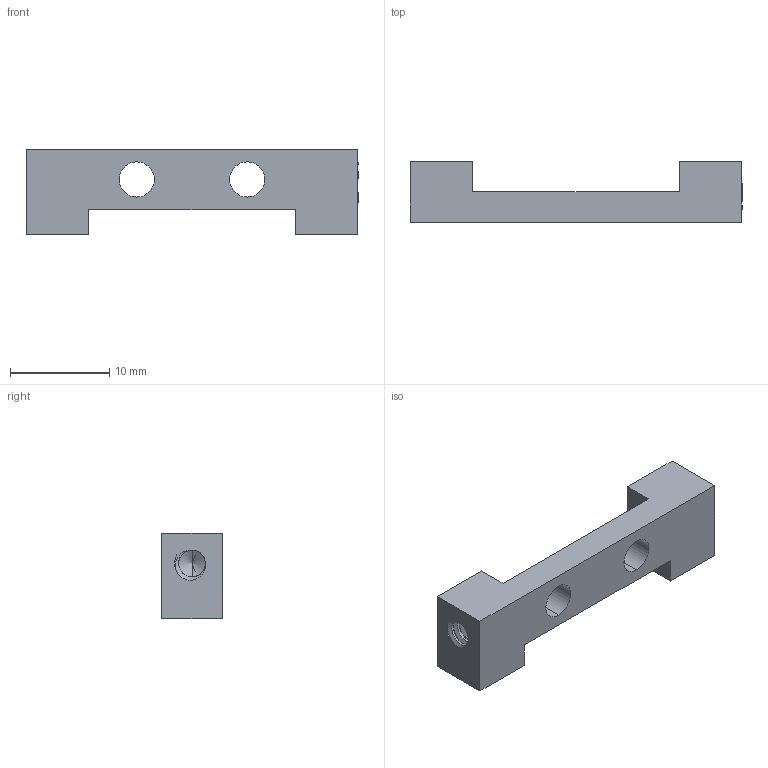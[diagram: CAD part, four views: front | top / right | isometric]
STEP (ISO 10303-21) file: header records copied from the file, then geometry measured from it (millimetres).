
FILE_DESCRIPTION (( 'STEP AP203' ), '1' );
FILE_NAME ('585596.STEP', '2016-08-23T15:10:19', ( '' ), ( '' ), 'SwSTEP 2.0', 'SolidWorks 2014', '' );
FILE_SCHEMA (( 'CONFIG_CONTROL_DESIGN' ));
Length unit declared in the file: inch
Products named in the file (1): 585596
Bounding box: 33.53 x 6.1 x 8.63 mm (x, y, z)
Volume: 851.5 mm3; surface area: 1207.6 mm2
Topology: 1 solids, 1 shells, 169 faces, 505 edges, 334 vertices
Faces by surface type: cylinder 112, bspline 31, cone 14, plane 12
Entity records: 20857 total; most frequent: CARTESIAN_POINT 17221, ORIENTED_EDGE 1002, EDGE_CURVE 501, DIRECTION 473, VERTEX_POINT 334, AXIS2_PLACEMENT_3D 181, EDGE_LOOP 177, FACE_OUTER_BOUND 169
